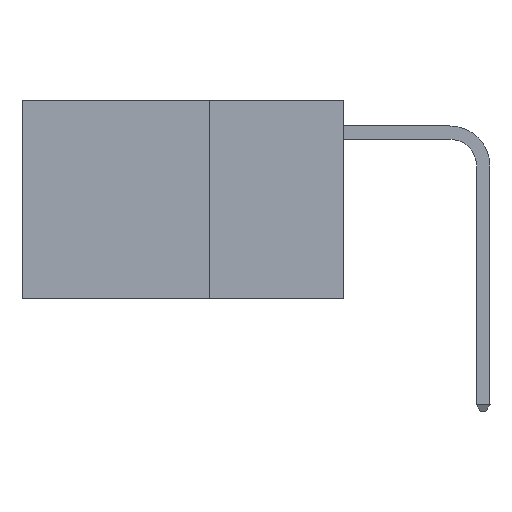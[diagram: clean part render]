
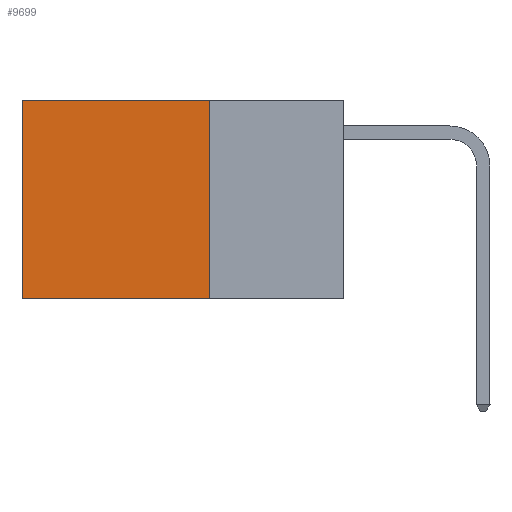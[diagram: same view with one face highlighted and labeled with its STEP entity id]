
A CAD part, left-side view. The second image highlights one B-rep face of the part: STEP entity #9699.
In plain terms, the highlighted planar face has unit normal (-1, 0, 0).
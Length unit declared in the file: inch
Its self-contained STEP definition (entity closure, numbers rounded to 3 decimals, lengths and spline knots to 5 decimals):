
#1099 = VERTEX_POINT ( 'NONE', #4074 ) ;
#1891 = DIRECTION ( 'NONE',  ( 0., 0., -1. ) ) ;
#1947 = CARTESIAN_POINT ( 'NONE',  ( 0.2625, 0.6, 0. ) ) ;
#2220 = PLANE ( 'NONE',  #12322 ) ;
#2235 = ORIENTED_EDGE ( 'NONE', *, *, #16840, .F. ) ;
#3912 = EDGE_CURVE ( 'NONE', #12817, #14722, #20890, .T. ) ;
#4074 = CARTESIAN_POINT ( 'NONE',  ( 0.2625, 0.25, 0. ) ) ;
#4900 = VERTEX_POINT ( 'NONE', #20662 ) ;
#5223 = CARTESIAN_POINT ( 'NONE',  ( 0.2625, 0.6, -0.37 ) ) ;
#6102 = CARTESIAN_POINT ( 'NONE',  ( 0.2625, 0.25, 0. ) ) ;
#6632 = CARTESIAN_POINT ( 'NONE',  ( 0.2625, 0.6, 0. ) ) ;
#8154 = DIRECTION ( 'NONE',  ( 0., 1., 0. ) ) ;
#8411 = DIRECTION ( 'NONE',  ( 1., 0., 0. ) ) ;
#9699 = ADVANCED_FACE ( 'NONE', ( #10775 ), #2220, .F. ) ;
#10612 = VECTOR ( 'NONE', #8154, 39.37008 ) ;
#10775 = FACE_OUTER_BOUND ( 'NONE', #13243, .T. ) ;
#11238 = LINE ( 'NONE', #6102, #10612 ) ;
#11567 = VECTOR ( 'NONE', #1891, 39.37008 ) ;
#11588 = VECTOR ( 'NONE', #22211, 39.37008 ) ;
#12322 = AXIS2_PLACEMENT_3D ( 'NONE', #20354, #8411, #22282 ) ;
#12561 = LINE ( 'NONE', #15340, #22440 ) ;
#12708 = EDGE_CURVE ( 'NONE', #1099, #4900, #22115, .T. ) ;
#12817 = VERTEX_POINT ( 'NONE', #6632 ) ;
#13199 = ORIENTED_EDGE ( 'NONE', *, *, #23448, .T. ) ;
#13243 = EDGE_LOOP ( 'NONE', ( #24424, #2235, #16052, #13199 ) ) ;
#14722 = VERTEX_POINT ( 'NONE', #5223 ) ;
#15340 = CARTESIAN_POINT ( 'NONE',  ( 0.2625, 0.25, -0.37 ) ) ;
#16052 = ORIENTED_EDGE ( 'NONE', *, *, #12708, .F. ) ;
#16840 = EDGE_CURVE ( 'NONE', #4900, #14722, #12561, .T. ) ;
#17349 = DIRECTION ( 'NONE',  ( 0., 1., 0. ) ) ;
#20354 = CARTESIAN_POINT ( 'NONE',  ( 0.2625, 0.25, 0. ) ) ;
#20662 = CARTESIAN_POINT ( 'NONE',  ( 0.2625, 0.25, -0.37 ) ) ;
#20890 = LINE ( 'NONE', #1947, #11567 ) ;
#22115 = LINE ( 'NONE', #24064, #11588 ) ;
#22211 = DIRECTION ( 'NONE',  ( 0., 0., -1. ) ) ;
#22282 = DIRECTION ( 'NONE',  ( 0., 0., -1. ) ) ;
#22440 = VECTOR ( 'NONE', #17349, 39.37008 ) ;
#23448 = EDGE_CURVE ( 'NONE', #1099, #12817, #11238, .T. ) ;
#24064 = CARTESIAN_POINT ( 'NONE',  ( 0.2625, 0.25, 0. ) ) ;
#24424 = ORIENTED_EDGE ( 'NONE', *, *, #3912, .T. ) ;
